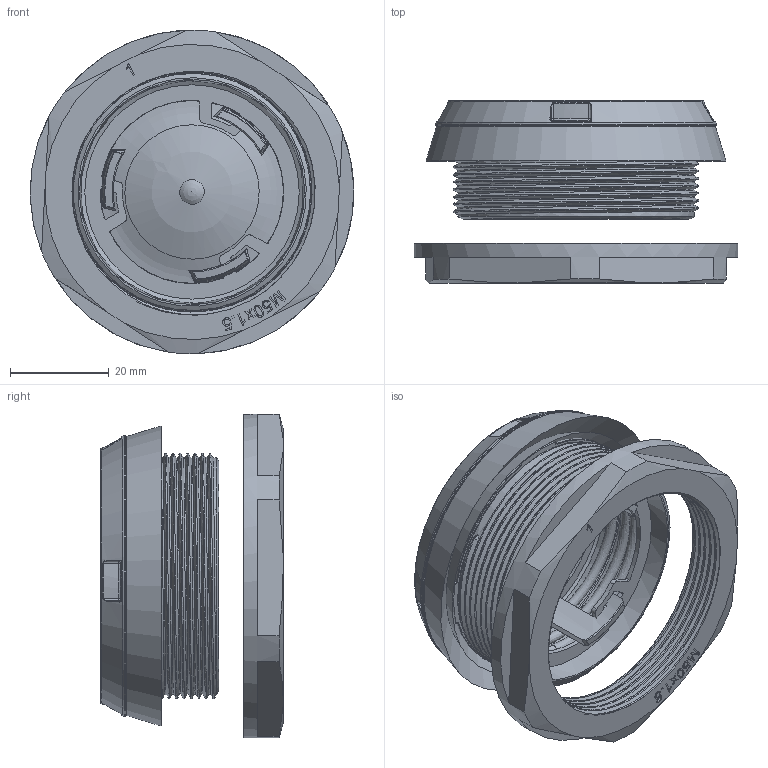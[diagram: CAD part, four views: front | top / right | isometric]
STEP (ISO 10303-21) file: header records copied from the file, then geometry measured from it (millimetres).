
FILE_DESCRIPTION(/* description */ ('Sicherheits-DAE','CAx-IF Rec.Pracs.---Representation and Presentation of Product Manufacturing Information (PMI)---3.8---2014-02-18'),/* implementation_level */ '2;1');
FILE_NAME(/* name */ '50ARSD100M50-RST.stp',/* time_stamp */ '2023-11-14T13:23:40+01:00',/* author */ ('sl'),/* organization */ (''),/* preprocessor_version */ 'ST-DEVELOPER v16.5',/* originating_system */ 'Autodesk Inventor 2017',/* authorisation */ '');
FILE_SCHEMA (('AP242_MANAGED_MODEL_BASED_3D_ENGINEERING_MIM_LF { 1 0 10303 442 1 1 4 }'));
Length unit declared in the file: millimetre
Products named in the file (8): ARSD-M50-01-BG-0001-50ARSD100M50; ARSD-M50_Insert-01-BT-0004-50ARSD100M50; ARSD-M50_Locknut-01-BT-0001-50ARSD100M50; ARSD-M50_Ring-01-BT-0005-50ARSD100M50; ARSD-M50_Ring-01-BT-0001-50ARSD100M50; ARSD-M50_Seal-01-BT-0007-50ARSD100M50; ARSD-M50_Stutzen-01-BT-0001-50ARSD100M50; ARSD-M50_Feder-01-BT-0002-50ARSD100M50-gedrueckt
Assembly tree (7 placements, depth 2):
  ARSD-M50-01-BG-0001-50ARSD100M50
    ARSD-M50_Insert-01-BT-0004-50ARSD100M50
    ARSD-M50_Locknut-01-BT-0001-50ARSD100M50
    ARSD-M50_Ring-01-BT-0005-50ARSD100M50
    ARSD-M50_Ring-01-BT-0001-50ARSD100M50
    ARSD-M50_Seal-01-BT-0007-50ARSD100M50
    ARSD-M50_Stutzen-01-BT-0001-50ARSD100M50
    ARSD-M50_Feder-01-BT-0002-50ARSD100M50-gedrueckt
Bounding box: 65.67 x 37.05 x 65.69 mm (x, y, z)
Volume: 29133 mm3; surface area: 36447 mm2
Topology: 7 solids, 7 shells, 722 faces, 1820 edges, 1120 vertices
Faces by surface type: bspline 204, plane 180, cone 122, cylinder 98, torus 76, sphere 42
Full cylindrical faces by diameter (mm): 37.1 x1, 38.5 x1, 41.4 x1, 41.8 x1, 42 x1, 43.5 x1, 47.63 x1, 48.113 x8, 49.8 x1, 50 x1, 54 x1, 54.4 x1, 57 x1, 65.7 x1
Entity records: 35112 total; most frequent: CARTESIAN_POINT 18188, ORIENTED_EDGE 3348, DIRECTION 3244, EDGE_CURVE 1674, AXIS2_PLACEMENT_3D 1336, VERTEX_POINT 1076, EDGE_LOOP 834, CIRCLE 715
